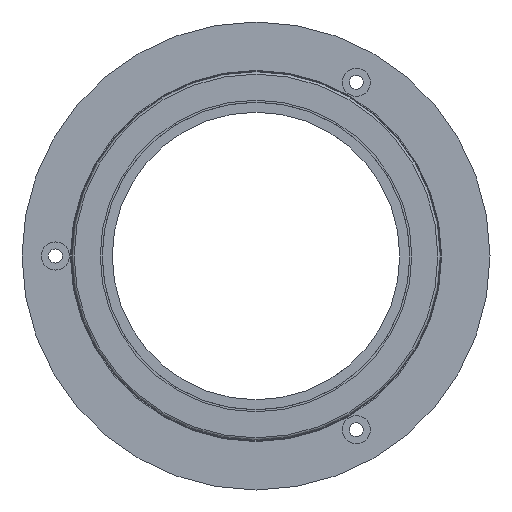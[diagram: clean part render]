
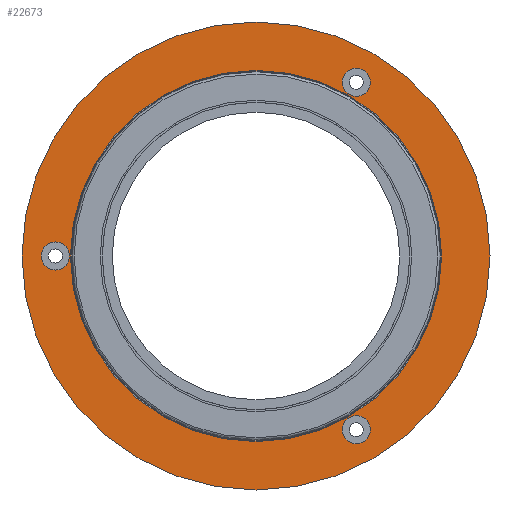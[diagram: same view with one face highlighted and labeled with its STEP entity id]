
A CAD part, left-side view. The second image highlights one B-rep face of the part: STEP entity #22673.
In plain terms, the highlighted planar face has unit normal (-1, 0, 0).
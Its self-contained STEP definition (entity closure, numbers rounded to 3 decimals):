
#1097 = DIRECTION ( 'NONE',  ( 1., 0., 0. ) ) ;
#1132 = AXIS2_PLACEMENT_3D ( 'NONE', #77228, #64672, #51662 ) ;
#1812 = FACE_BOUND ( 'NONE', #44960, .T. ) ;
#2213 = DIRECTION ( 'NONE',  ( 0., 1., 0. ) ) ;
#5749 = VERTEX_POINT ( 'NONE', #80162 ) ;
#9001 = CARTESIAN_POINT ( 'NONE',  ( 2.8, 25., 0. ) ) ;
#14468 = DIRECTION ( 'NONE',  ( 0., 1., 0. ) ) ;
#15419 = EDGE_CURVE ( 'NONE', #85535, #85535, #85354, .T. ) ;
#15439 = CARTESIAN_POINT ( 'NONE',  ( 2.8, -15., -25.981 ) ) ;
#18338 = DIRECTION ( 'NONE',  ( 0., 1., 0. ) ) ;
#20180 = AXIS2_PLACEMENT_3D ( 'NONE', #60652, #22372, #2213 ) ;
#20248 = EDGE_CURVE ( 'NONE', #51487, #51487, #35502, .T. ) ;
#22372 = DIRECTION ( 'NONE',  ( 1., 0., 0. ) ) ;
#22673 = ADVANCED_FACE ( 'NONE', ( #1812, #56496, #77110, #43055, #43501 ), #84715, .T. ) ;
#24118 = CARTESIAN_POINT ( 'NONE',  ( 2.8, -12.9, -25.981 ) ) ;
#25000 = CARTESIAN_POINT ( 'NONE',  ( 2.8, 35., 0. ) ) ;
#28443 = DIRECTION ( 'NONE',  ( 0., 1., 0. ) ) ;
#30914 = DIRECTION ( 'NONE',  ( 1., 0., 0. ) ) ;
#30963 = AXIS2_PLACEMENT_3D ( 'NONE', #15439, #1097, #28443 ) ;
#32517 = ORIENTED_EDGE ( 'NONE', *, *, #20248, .T. ) ;
#35502 = CIRCLE ( 'NONE', #1132, 2.1 ) ;
#36904 = ORIENTED_EDGE ( 'NONE', *, *, #15419, .T. ) ;
#38711 = EDGE_LOOP ( 'NONE', ( #40935 ) ) ;
#40935 = ORIENTED_EDGE ( 'NONE', *, *, #58708, .T. ) ;
#41724 = DIRECTION ( 'NONE',  ( 0., -1., 0. ) ) ;
#43055 = FACE_BOUND ( 'NONE', #38711, .T. ) ;
#43501 = FACE_OUTER_BOUND ( 'NONE', #70705, .T. ) ;
#44943 = CIRCLE ( 'NONE', #65022, 2.1 ) ;
#44960 = EDGE_LOOP ( 'NONE', ( #32517 ) ) ;
#47615 = EDGE_CURVE ( 'NONE', #87312, #87312, #44943, .T. ) ;
#48206 = CIRCLE ( 'NONE', #68226, 35. ) ;
#48535 = CARTESIAN_POINT ( 'NONE',  ( 2.8, -15., 25.981 ) ) ;
#50610 = CARTESIAN_POINT ( 'NONE',  ( 2.8, 32.1, 0. ) ) ;
#51376 = EDGE_LOOP ( 'NONE', ( #69902 ) ) ;
#51487 = VERTEX_POINT ( 'NONE', #50610 ) ;
#51662 = DIRECTION ( 'NONE',  ( 0., 1., 0. ) ) ;
#53256 = EDGE_CURVE ( 'NONE', #59098, #59098, #48206, .T. ) ;
#56496 = FACE_BOUND ( 'NONE', #56683, .T. ) ;
#56683 = EDGE_LOOP ( 'NONE', ( #36904 ) ) ;
#58708 = EDGE_CURVE ( 'NONE', #5749, #5749, #88705, .T. ) ;
#59098 = VERTEX_POINT ( 'NONE', #25000 ) ;
#60652 = CARTESIAN_POINT ( 'NONE',  ( 2.8, 0., 0. ) ) ;
#64672 = DIRECTION ( 'NONE',  ( 1., 0., 0. ) ) ;
#65022 = AXIS2_PLACEMENT_3D ( 'NONE', #48535, #75858, #14468 ) ;
#67432 = AXIS2_PLACEMENT_3D ( 'NONE', #9001, #77554, #41724 ) ;
#68226 = AXIS2_PLACEMENT_3D ( 'NONE', #71744, #30914, #18338 ) ;
#69902 = ORIENTED_EDGE ( 'NONE', *, *, #47615, .T. ) ;
#70705 = EDGE_LOOP ( 'NONE', ( #87467 ) ) ;
#71744 = CARTESIAN_POINT ( 'NONE',  ( 2.8, 0., 0. ) ) ;
#75858 = DIRECTION ( 'NONE',  ( 1., 0., 0. ) ) ;
#77110 = FACE_BOUND ( 'NONE', #51376, .T. ) ;
#77228 = CARTESIAN_POINT ( 'NONE',  ( 2.8, 30., 0. ) ) ;
#77554 = DIRECTION ( 'NONE',  ( -1., 0., 0. ) ) ;
#80162 = CARTESIAN_POINT ( 'NONE',  ( 2.8, 25., 0. ) ) ;
#84715 = PLANE ( 'NONE',  #67432 ) ;
#85354 = CIRCLE ( 'NONE', #30963, 2.1 ) ;
#85535 = VERTEX_POINT ( 'NONE', #24118 ) ;
#85990 = CARTESIAN_POINT ( 'NONE',  ( 2.8, -12.9, 25.981 ) ) ;
#87312 = VERTEX_POINT ( 'NONE', #85990 ) ;
#87467 = ORIENTED_EDGE ( 'NONE', *, *, #53256, .F. ) ;
#88705 = CIRCLE ( 'NONE', #20180, 25. ) ;
